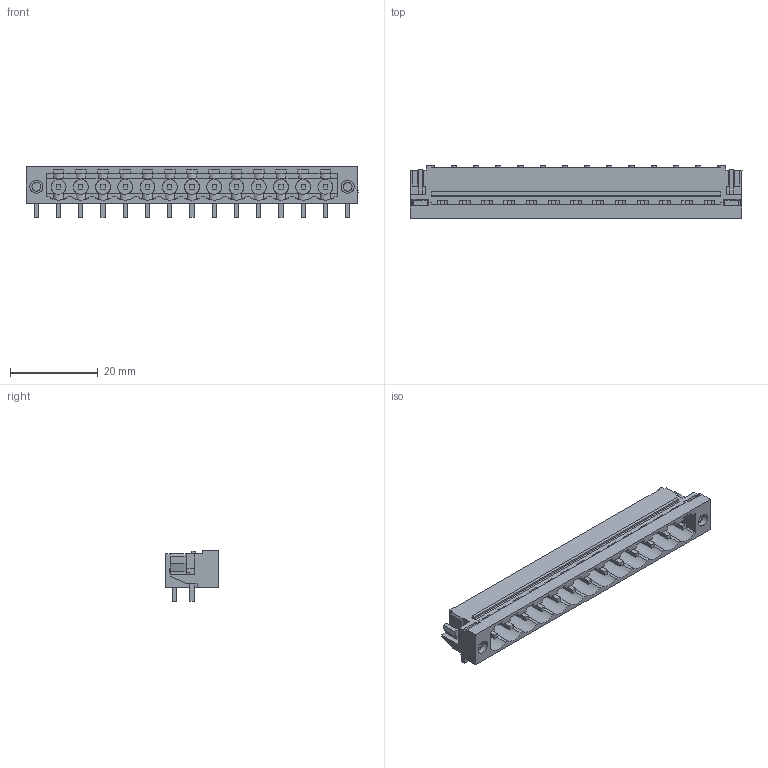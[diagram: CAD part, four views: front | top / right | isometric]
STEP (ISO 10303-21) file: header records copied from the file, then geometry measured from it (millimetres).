
FILE_DESCRIPTION(('CATIA V5R22 STEP214','CAx-IF Rec.Pracs.--- Model Styling and Organization---1.4--- 2014-01-23'),'2;1');
FILE_NAME ('D1456064_1_1780540000_1780540000.stp','2023-05-11T06:54:21+00:00',('none'),('Weidmueller'),'CATIA Version 5-6 Release 2016 SP3 HF44','CATIA V5 STEP AP214','none');
FILE_SCHEMA(('AUTOMOTIVE_DESIGN { 1 0 10303 214 1 1 1 1 }'));
Length unit declared in the file: millimetre
Products named in the file (1): 1780540000
Bounding box: 75.84 x 12 x 11.63 mm (x, y, z)
Volume: 3011.1 mm3; surface area: 6785.3 mm2
Topology: 18 solids, 18 shells, 877 faces, 2644 edges, 1742 vertices
Faces by surface type: plane 697, cylinder 144, extrusion 28, cone 8
Entity records: 28208 total; most frequent: CARTESIAN_POINT 6574, ORIENTED_EDGE 5288, DIRECTION 3223, EDGE_CURVE 2644, VECTOR 2001, LINE 1973, VERTEX_POINT 1742, EDGE_LOOP 932
